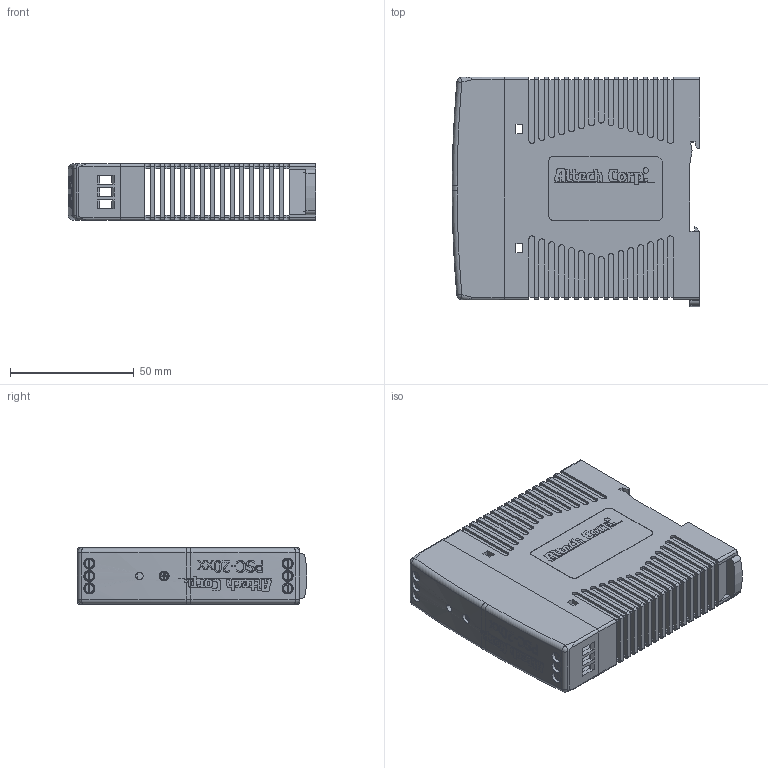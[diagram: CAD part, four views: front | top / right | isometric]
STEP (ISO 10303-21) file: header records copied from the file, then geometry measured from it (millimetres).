
FILE_DESCRIPTION((''),'2;1');
FILE_NAME('PSC 20.stp','2014-08-07T16:41:06',('roland'),(''),'Autodesk Inventor 2013','Autodesk Inventor 2013','');
FILE_SCHEMA(('CONFIG_CONTROL_DESIGN'));
Length unit declared in the file: millimetre
Products named in the file (6): PSC 20; box; front; GB 822-88  H M2 x 3; ISO 1207 M 2 x 3; interlock
Assembly tree (10 placements, depth 2):
  PSC 20
    box
    front
    GB 822-88  H M2 x 3
    ISO 1207 M 2 x 3  x6
    interlock
Bounding box: 100.01 x 92.83 x 22.75 mm (x, y, z)
Volume: 43627.5 mm3; surface area: 54373.8 mm2
Topology: 10 solids, 10 shells, 1332 faces, 3917 edges, 2579 vertices
Faces by surface type: plane 768, cylinder 448, bspline 63, cone 27, torus 21, sphere 5
Full cylindrical faces by diameter (mm): 1.754 x6, 2 x7, 2.201 x1, 3 x1, 3.5 x1, 4 x1, 4.5 x6
Entity records: 46147 total; most frequent: CARTESIAN_POINT 11987, ORIENTED_EDGE 7486, DIRECTION 6554, EDGE_CURVE 3743, VECTOR 2518, LINE 2518, VERTEX_POINT 2482, AXIS2_PLACEMENT_3D 2018
